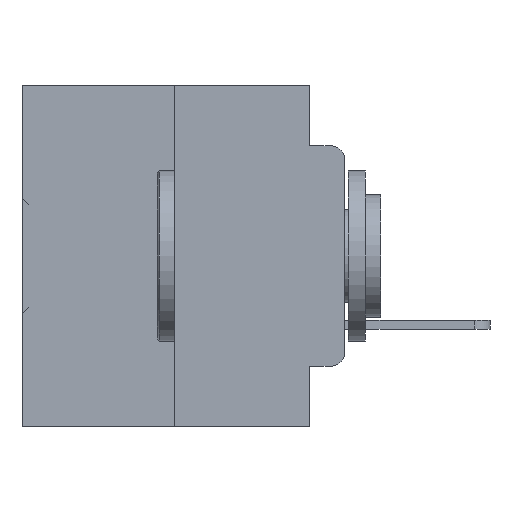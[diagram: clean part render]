
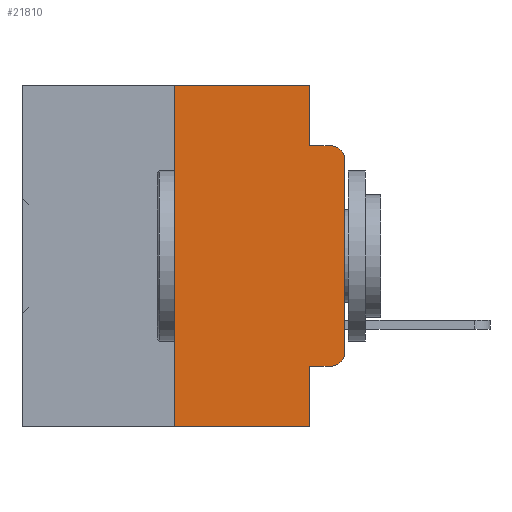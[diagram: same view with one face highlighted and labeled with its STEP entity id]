
A CAD part, left-side view. The second image highlights one B-rep face of the part: STEP entity #21810.
In plain terms, the highlighted planar face has unit normal (-1, 0, 0).
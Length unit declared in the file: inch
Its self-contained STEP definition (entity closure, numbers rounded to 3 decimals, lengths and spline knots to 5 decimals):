
#295 = CIRCLE ( 'NONE', #12336, 0.02 ) ;
#314 = VERTEX_POINT ( 'NONE', #7108 ) ;
#989 = CARTESIAN_POINT ( 'NONE',  ( 0., 0.02, -0.4115 ) ) ;
#1122 = ORIENTED_EDGE ( 'NONE', *, *, #25831, .T. ) ;
#1261 = LINE ( 'NONE', #36347, #32241 ) ;
#2228 = EDGE_CURVE ( 'NONE', #26716, #22529, #19063, .T. ) ;
#2400 = CARTESIAN_POINT ( 'NONE',  ( 0., 0.25, -0.5 ) ) ;
#2717 = CARTESIAN_POINT ( 'NONE',  ( 0., 0.051, 0. ) ) ;
#3139 = ORIENTED_EDGE ( 'NONE', *, *, #37513, .F. ) ;
#3702 = CARTESIAN_POINT ( 'NONE',  ( 0., 0.02, -0.1085 ) ) ;
#3833 = CARTESIAN_POINT ( 'NONE',  ( 0., 0.051, -0.4115 ) ) ;
#3920 = CARTESIAN_POINT ( 'NONE',  ( 0., 0.473, 0. ) ) ;
#3970 = CARTESIAN_POINT ( 'NONE',  ( 0., 0.051, -0.0885 ) ) ;
#4437 = CARTESIAN_POINT ( 'NONE',  ( 0., 0.25, 0. ) ) ;
#4486 = DIRECTION ( 'NONE',  ( 0., -1., 0. ) ) ;
#4702 = VERTEX_POINT ( 'NONE', #7552 ) ;
#5418 = CARTESIAN_POINT ( 'NONE',  ( 0., 0.02, -0.3915 ) ) ;
#6720 = DIRECTION ( 'NONE',  ( 0., 0., -1. ) ) ;
#6926 = DIRECTION ( 'NONE',  ( 0., -1., 0. ) ) ;
#7108 = CARTESIAN_POINT ( 'NONE',  ( 0., 0.051, 0. ) ) ;
#7218 = EDGE_CURVE ( 'NONE', #21279, #14742, #18809, .T. ) ;
#7359 = PLANE ( 'NONE',  #11953 ) ;
#7552 = CARTESIAN_POINT ( 'NONE',  ( 0., 0., -0.3915 ) ) ;
#7971 = EDGE_CURVE ( 'NONE', #14742, #4702, #295, .T. ) ;
#8440 = DIRECTION ( 'NONE',  ( 0., 0., -1. ) ) ;
#9968 = EDGE_LOOP ( 'NONE', ( #24680, #1122, #15432, #11602, #3139, #13709, #29102, #33514, #17237, #15036 ) ) ;
#10164 = CARTESIAN_POINT ( 'NONE',  ( 0., 0., 0. ) ) ;
#10199 = VECTOR ( 'NONE', #16613, 39.37008 ) ;
#10302 = DIRECTION ( 'NONE',  ( 1., 0., 0. ) ) ;
#11375 = VECTOR ( 'NONE', #4486, 39.37008 ) ;
#11602 = ORIENTED_EDGE ( 'NONE', *, *, #26564, .F. ) ;
#11722 = VECTOR ( 'NONE', #6926, 39.37008 ) ;
#11953 = AXIS2_PLACEMENT_3D ( 'NONE', #27539, #10302, #30411 ) ;
#12336 = AXIS2_PLACEMENT_3D ( 'NONE', #5418, #25678, #8440 ) ;
#12452 = FACE_OUTER_BOUND ( 'NONE', #9968, .T. ) ;
#12523 = VECTOR ( 'NONE', #30055, 39.37008 ) ;
#13092 = DIRECTION ( 'NONE',  ( 0., 0., 1. ) ) ;
#13548 = CARTESIAN_POINT ( 'NONE',  ( 0., 0.051, -0.0885 ) ) ;
#13709 = ORIENTED_EDGE ( 'NONE', *, *, #18892, .F. ) ;
#13906 = VECTOR ( 'NONE', #14585, 39.37008 ) ;
#14585 = DIRECTION ( 'NONE',  ( 0., 0., -1. ) ) ;
#14742 = VERTEX_POINT ( 'NONE', #989 ) ;
#15036 = ORIENTED_EDGE ( 'NONE', *, *, #7971, .T. ) ;
#15432 = ORIENTED_EDGE ( 'NONE', *, *, #18179, .F. ) ;
#16155 = CARTESIAN_POINT ( 'NONE',  ( 0., 0.473, -0.5 ) ) ;
#16613 = DIRECTION ( 'NONE',  ( 0., -1., 0. ) ) ;
#16954 = EDGE_CURVE ( 'NONE', #21279, #22529, #21571, .T. ) ;
#17237 = ORIENTED_EDGE ( 'NONE', *, *, #7218, .T. ) ;
#18179 = EDGE_CURVE ( 'NONE', #22515, #33152, #35399, .T. ) ;
#18809 = LINE ( 'NONE', #33759, #10199 ) ;
#18892 = EDGE_CURVE ( 'NONE', #26716, #19001, #26383, .T. ) ;
#18991 = DIRECTION ( 'NONE',  ( 0., 0., 1. ) ) ;
#19001 = VERTEX_POINT ( 'NONE', #36572 ) ;
#19063 = LINE ( 'NONE', #16155, #11375 ) ;
#20322 = CARTESIAN_POINT ( 'NONE',  ( 0., 0.02, -0.0885 ) ) ;
#20353 = LINE ( 'NONE', #10164, #34663 ) ;
#21279 = VERTEX_POINT ( 'NONE', #3833 ) ;
#21571 = LINE ( 'NONE', #2717, #13906 ) ;
#21810 = ADVANCED_FACE ( 'NONE', ( #12452 ), #7359, .F. ) ;
#22119 = DIRECTION ( 'NONE',  ( 0., 0., -1. ) ) ;
#22220 = CARTESIAN_POINT ( 'NONE',  ( 0., 0.051, -0.5 ) ) ;
#22515 = VERTEX_POINT ( 'NONE', #13548 ) ;
#22529 = VERTEX_POINT ( 'NONE', #22220 ) ;
#24023 = DIRECTION ( 'NONE',  ( -1., 0., 0. ) ) ;
#24680 = ORIENTED_EDGE ( 'NONE', *, *, #37099, .T. ) ;
#25474 = VECTOR ( 'NONE', #18991, 39.37008 ) ;
#25678 = DIRECTION ( 'NONE',  ( -1., 0., 0. ) ) ;
#25831 = EDGE_CURVE ( 'NONE', #32337, #33152, #27641, .T. ) ;
#26383 = LINE ( 'NONE', #4437, #25474 ) ;
#26564 = EDGE_CURVE ( 'NONE', #314, #22515, #1261, .T. ) ;
#26716 = VERTEX_POINT ( 'NONE', #2400 ) ;
#27539 = CARTESIAN_POINT ( 'NONE',  ( 0., 0.473, 0. ) ) ;
#27641 = CIRCLE ( 'NONE', #37217, 0.02 ) ;
#29102 = ORIENTED_EDGE ( 'NONE', *, *, #2228, .T. ) ;
#30055 = DIRECTION ( 'NONE',  ( 0., -1., 0. ) ) ;
#30411 = DIRECTION ( 'NONE',  ( 0., 0., -1. ) ) ;
#32241 = VECTOR ( 'NONE', #22119, 39.37008 ) ;
#32337 = VERTEX_POINT ( 'NONE', #35338 ) ;
#33152 = VERTEX_POINT ( 'NONE', #20322 ) ;
#33514 = ORIENTED_EDGE ( 'NONE', *, *, #16954, .F. ) ;
#33759 = CARTESIAN_POINT ( 'NONE',  ( 0., 0.051, -0.4115 ) ) ;
#34627 = LINE ( 'NONE', #3920, #11722 ) ;
#34663 = VECTOR ( 'NONE', #13092, 39.37008 ) ;
#35338 = CARTESIAN_POINT ( 'NONE',  ( 0., 0., -0.1085 ) ) ;
#35399 = LINE ( 'NONE', #3970, #12523 ) ;
#36347 = CARTESIAN_POINT ( 'NONE',  ( 0., 0.051, 0. ) ) ;
#36572 = CARTESIAN_POINT ( 'NONE',  ( 0., 0.25, 0. ) ) ;
#37099 = EDGE_CURVE ( 'NONE', #4702, #32337, #20353, .T. ) ;
#37217 = AXIS2_PLACEMENT_3D ( 'NONE', #3702, #24023, #6720 ) ;
#37513 = EDGE_CURVE ( 'NONE', #19001, #314, #34627, .T. ) ;
